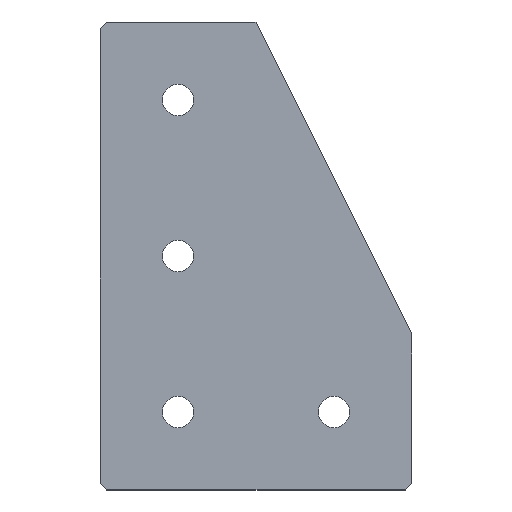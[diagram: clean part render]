
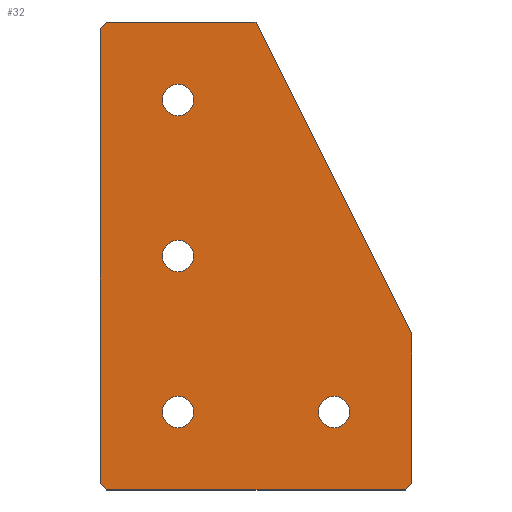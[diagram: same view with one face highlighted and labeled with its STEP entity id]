
A CAD part, top view. The second image highlights one B-rep face of the part: STEP entity #32.
In plain terms, the highlighted planar face has unit normal (0, 0, 1).
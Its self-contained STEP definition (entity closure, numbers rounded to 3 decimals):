
#4 = DIRECTION ( 'NONE',  ( -1., 0., 0. ) ) ;
#6 = VECTOR ( 'NONE', #4, 1000. ) ;
#7 = CARTESIAN_POINT ( 'NONE',  ( 22.5, -67.5, 0. ) ) ;
#10 = FACE_OUTER_BOUND ( 'NONE', #142, .T. ) ;
#11 = ORIENTED_EDGE ( 'NONE', *, *, #126, .T. ) ;
#12 = VECTOR ( 'NONE', #367, 1000. ) ;
#13 = FACE_BOUND ( 'NONE', #257, .T. ) ;
#28 = DIRECTION ( 'NONE',  ( 0., 0., -1. ) ) ;
#32 = ADVANCED_FACE ( 'NONE', ( #338, #333, #535, #13, #10 ), #101, .T. ) ;
#37 = DIRECTION ( 'NONE',  ( 0., 1., 0. ) ) ;
#42 = CARTESIAN_POINT ( 'NONE',  ( -66.5, -66.5, 0. ) ) ;
#46 = LINE ( 'NONE', #102, #6 ) ;
#47 = EDGE_CURVE ( 'NONE', #438, #98, #621, .T. ) ;
#48 = CARTESIAN_POINT ( 'NONE',  ( 90., -135., 0. ) ) ;
#50 = CARTESIAN_POINT ( 'NONE',  ( 90., -90., 0. ) ) ;
#53 = EDGE_CURVE ( 'NONE', #98, #438, #368, .T. ) ;
#54 = CARTESIAN_POINT ( 'NONE',  ( 0., 0., 0. ) ) ;
#65 = VERTEX_POINT ( 'NONE', #122 ) ;
#69 = VERTEX_POINT ( 'NONE', #501 ) ;
#71 = VERTEX_POINT ( 'NONE', #455 ) ;
#78 = DIRECTION ( 'NONE',  ( 0., 0., -1. ) ) ;
#83 = CIRCLE ( 'NONE', #416, 4.5 ) ;
#98 = VERTEX_POINT ( 'NONE', #403 ) ;
#101 = PLANE ( 'NONE',  #537 ) ;
#102 = CARTESIAN_POINT ( 'NONE',  ( 0., -135., 0. ) ) ;
#103 = CIRCLE ( 'NONE', #214, 4.5 ) ;
#119 = CIRCLE ( 'NONE', #359, 4.5 ) ;
#121 = LINE ( 'NONE', #619, #12 ) ;
#122 = CARTESIAN_POINT ( 'NONE',  ( 45., 0., 0. ) ) ;
#123 = CARTESIAN_POINT ( 'NONE',  ( 22.5, -63., 0. ) ) ;
#125 = CARTESIAN_POINT ( 'NONE',  ( 22.5, -117., 0. ) ) ;
#126 = EDGE_CURVE ( 'NONE', #601, #69, #481, .T. ) ;
#128 = DIRECTION ( 'NONE',  ( 0., 1., 0. ) ) ;
#142 = EDGE_LOOP ( 'NONE', ( #198, #300, #267, #288, #185, #594, #453, #584 ) ) ;
#143 = LINE ( 'NONE', #42, #281 ) ;
#144 = EDGE_CURVE ( 'NONE', #418, #196, #103, .T. ) ;
#148 = AXIS2_PLACEMENT_3D ( 'NONE', #258, #312, #600 ) ;
#164 = DIRECTION ( 'NONE',  ( 0., 1., 0. ) ) ;
#174 = EDGE_CURVE ( 'NONE', #196, #418, #387, .T. ) ;
#180 = DIRECTION ( 'NONE',  ( 0., 1., 0. ) ) ;
#185 = ORIENTED_EDGE ( 'NONE', *, *, #564, .F. ) ;
#191 = ORIENTED_EDGE ( 'NONE', *, *, #174, .T. ) ;
#193 = ORIENTED_EDGE ( 'NONE', *, *, #47, .T. ) ;
#196 = VERTEX_POINT ( 'NONE', #420 ) ;
#198 = ORIENTED_EDGE ( 'NONE', *, *, #355, .F. ) ;
#210 = CARTESIAN_POINT ( 'NONE',  ( 0., -2., 0. ) ) ;
#214 = AXIS2_PLACEMENT_3D ( 'NONE', #446, #28, #505 ) ;
#223 = EDGE_LOOP ( 'NONE', ( #193, #552 ) ) ;
#227 = LINE ( 'NONE', #575, #515 ) ;
#228 = EDGE_CURVE ( 'NONE', #395, #343, #119, .T. ) ;
#229 = LINE ( 'NONE', #48, #289 ) ;
#231 = ORIENTED_EDGE ( 'NONE', *, *, #144, .T. ) ;
#239 = AXIS2_PLACEMENT_3D ( 'NONE', #264, #313, #37 ) ;
#240 = CARTESIAN_POINT ( 'NONE',  ( 45., 0., 0. ) ) ;
#241 = DIRECTION ( 'NONE',  ( 0., 0., 1. ) ) ;
#255 = EDGE_CURVE ( 'NONE', #323, #71, #229, .T. ) ;
#257 = EDGE_LOOP ( 'NONE', ( #531, #415 ) ) ;
#258 = CARTESIAN_POINT ( 'NONE',  ( 67.5, -112.5, 0. ) ) ;
#264 = CARTESIAN_POINT ( 'NONE',  ( 22.5, -22.5, 0. ) ) ;
#267 = ORIENTED_EDGE ( 'NONE', *, *, #309, .F. ) ;
#268 = LINE ( 'NONE', #451, #349 ) ;
#281 = VECTOR ( 'NONE', #330, 1000. ) ;
#288 = ORIENTED_EDGE ( 'NONE', *, *, #583, .T. ) ;
#289 = VECTOR ( 'NONE', #577, 1000. ) ;
#300 = ORIENTED_EDGE ( 'NONE', *, *, #402, .T. ) ;
#303 = CARTESIAN_POINT ( 'NONE',  ( 22.5, -67.5, 0. ) ) ;
#309 = EDGE_CURVE ( 'NONE', #483, #384, #227, .T. ) ;
#312 = DIRECTION ( 'NONE',  ( 0., 0., -1. ) ) ;
#313 = DIRECTION ( 'NONE',  ( 0., 0., -1. ) ) ;
#320 = VERTEX_POINT ( 'NONE', #417 ) ;
#323 = VERTEX_POINT ( 'NONE', #50 ) ;
#330 = DIRECTION ( 'NONE',  ( 0.707, -0.707, 0. ) ) ;
#331 = DIRECTION ( 'NONE',  ( 0., 0., -1. ) ) ;
#332 = DIRECTION ( 'NONE',  ( 0., 0., -1. ) ) ;
#333 = FACE_BOUND ( 'NONE', #344, .T. ) ;
#336 = CIRCLE ( 'NONE', #239, 4.5 ) ;
#338 = FACE_BOUND ( 'NONE', #431, .T. ) ;
#343 = VERTEX_POINT ( 'NONE', #485 ) ;
#344 = EDGE_LOOP ( 'NONE', ( #191, #231 ) ) ;
#347 = AXIS2_PLACEMENT_3D ( 'NONE', #7, #563, #459 ) ;
#349 = VECTOR ( 'NONE', #365, 1000. ) ;
#355 = EDGE_CURVE ( 'NONE', #523, #65, #545, .T. ) ;
#359 = AXIS2_PLACEMENT_3D ( 'NONE', #375, #331, #180 ) ;
#365 = DIRECTION ( 'NONE',  ( 0.707, 0.707, 0. ) ) ;
#367 = DIRECTION ( 'NONE',  ( -0.707, -0.707, 0. ) ) ;
#368 = CIRCLE ( 'NONE', #378, 4.5 ) ;
#371 = DIRECTION ( 'NONE',  ( 0., 1., 0. ) ) ;
#375 = CARTESIAN_POINT ( 'NONE',  ( 22.5, -22.5, 0. ) ) ;
#378 = AXIS2_PLACEMENT_3D ( 'NONE', #303, #78, #164 ) ;
#382 = CARTESIAN_POINT ( 'NONE',  ( 67.5, -112.5, 0. ) ) ;
#384 = VERTEX_POINT ( 'NONE', #210 ) ;
#387 = CIRCLE ( 'NONE', #502, 4.5 ) ;
#388 = VERTEX_POINT ( 'NONE', #439 ) ;
#395 = VERTEX_POINT ( 'NONE', #454 ) ;
#402 = EDGE_CURVE ( 'NONE', #523, #384, #121, .T. ) ;
#403 = CARTESIAN_POINT ( 'NONE',  ( 22.5, -72., 0. ) ) ;
#413 = CARTESIAN_POINT ( 'NONE',  ( 0., -133., 0. ) ) ;
#415 = ORIENTED_EDGE ( 'NONE', *, *, #228, .T. ) ;
#416 = AXIS2_PLACEMENT_3D ( 'NONE', #382, #332, #371 ) ;
#417 = CARTESIAN_POINT ( 'NONE',  ( 2., -135., 0. ) ) ;
#418 = VERTEX_POINT ( 'NONE', #125 ) ;
#420 = CARTESIAN_POINT ( 'NONE',  ( 22.5, -108., 0. ) ) ;
#424 = LINE ( 'NONE', #587, #449 ) ;
#428 = DIRECTION ( 'NONE',  ( 1., 0., 0. ) ) ;
#429 = DIRECTION ( 'NONE',  ( 1., 0., 0. ) ) ;
#431 = EDGE_LOOP ( 'NONE', ( #445, #11 ) ) ;
#436 = VECTOR ( 'NONE', #428, 1000. ) ;
#438 = VERTEX_POINT ( 'NONE', #123 ) ;
#439 = CARTESIAN_POINT ( 'NONE',  ( 88., -135., 0. ) ) ;
#445 = ORIENTED_EDGE ( 'NONE', *, *, #607, .T. ) ;
#446 = CARTESIAN_POINT ( 'NONE',  ( 22.5, -112.5, 0. ) ) ;
#449 = VECTOR ( 'NONE', #521, 1000. ) ;
#451 = CARTESIAN_POINT ( 'NONE',  ( 111.5, -111.5, 0. ) ) ;
#453 = ORIENTED_EDGE ( 'NONE', *, *, #255, .F. ) ;
#454 = CARTESIAN_POINT ( 'NONE',  ( 22.5, -27., 0. ) ) ;
#455 = CARTESIAN_POINT ( 'NONE',  ( 90., -133., 0. ) ) ;
#459 = DIRECTION ( 'NONE',  ( 0., 1., 0. ) ) ;
#477 = EDGE_CURVE ( 'NONE', #343, #395, #336, .T. ) ;
#481 = CIRCLE ( 'NONE', #148, 4.5 ) ;
#483 = VERTEX_POINT ( 'NONE', #413 ) ;
#485 = CARTESIAN_POINT ( 'NONE',  ( 22.5, -18., 0. ) ) ;
#501 = CARTESIAN_POINT ( 'NONE',  ( 67.5, -108., 0. ) ) ;
#502 = AXIS2_PLACEMENT_3D ( 'NONE', #602, #507, #567 ) ;
#505 = DIRECTION ( 'NONE',  ( 0., 1., 0. ) ) ;
#507 = DIRECTION ( 'NONE',  ( 0., 0., -1. ) ) ;
#508 = CARTESIAN_POINT ( 'NONE',  ( 2., 0., 0. ) ) ;
#509 = EDGE_CURVE ( 'NONE', #388, #71, #268, .T. ) ;
#515 = VECTOR ( 'NONE', #128, 1000. ) ;
#521 = DIRECTION ( 'NONE',  ( 0.447, -0.894, 0. ) ) ;
#523 = VERTEX_POINT ( 'NONE', #508 ) ;
#529 = CARTESIAN_POINT ( 'NONE',  ( 67.5, -117., 0. ) ) ;
#531 = ORIENTED_EDGE ( 'NONE', *, *, #477, .T. ) ;
#535 = FACE_BOUND ( 'NONE', #223, .T. ) ;
#537 = AXIS2_PLACEMENT_3D ( 'NONE', #54, #241, #429 ) ;
#545 = LINE ( 'NONE', #240, #436 ) ;
#552 = ORIENTED_EDGE ( 'NONE', *, *, #53, .T. ) ;
#563 = DIRECTION ( 'NONE',  ( 0., 0., -1. ) ) ;
#564 = EDGE_CURVE ( 'NONE', #388, #320, #46, .T. ) ;
#567 = DIRECTION ( 'NONE',  ( 0., 1., 0. ) ) ;
#574 = EDGE_CURVE ( 'NONE', #65, #323, #424, .T. ) ;
#575 = CARTESIAN_POINT ( 'NONE',  ( 0., 0., 0. ) ) ;
#577 = DIRECTION ( 'NONE',  ( 0., -1., 0. ) ) ;
#583 = EDGE_CURVE ( 'NONE', #483, #320, #143, .T. ) ;
#584 = ORIENTED_EDGE ( 'NONE', *, *, #574, .F. ) ;
#587 = CARTESIAN_POINT ( 'NONE',  ( 90., -90., 0. ) ) ;
#594 = ORIENTED_EDGE ( 'NONE', *, *, #509, .T. ) ;
#600 = DIRECTION ( 'NONE',  ( 0., 1., 0. ) ) ;
#601 = VERTEX_POINT ( 'NONE', #529 ) ;
#602 = CARTESIAN_POINT ( 'NONE',  ( 22.5, -112.5, 0. ) ) ;
#607 = EDGE_CURVE ( 'NONE', #69, #601, #83, .T. ) ;
#619 = CARTESIAN_POINT ( 'NONE',  ( 1., -1., 0. ) ) ;
#621 = CIRCLE ( 'NONE', #347, 4.5 ) ;
